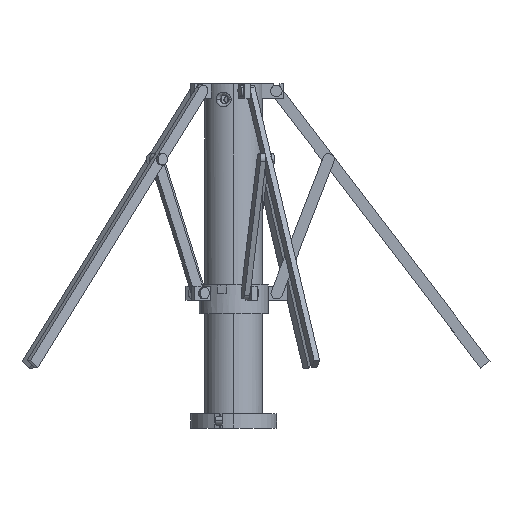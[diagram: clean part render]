
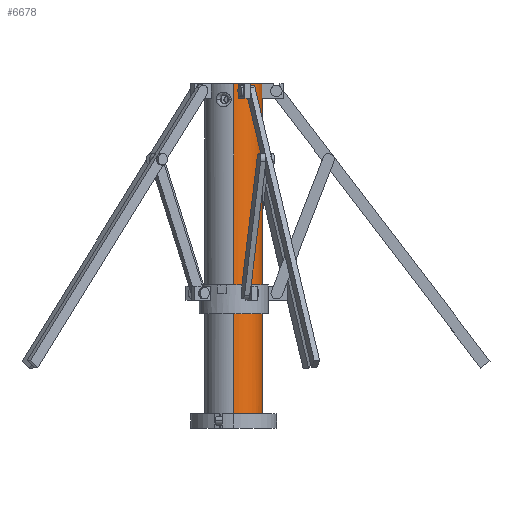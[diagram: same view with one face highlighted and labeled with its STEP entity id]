
A CAD part, top view. The second image highlights one B-rep face of the part: STEP entity #6678.
In plain terms, the highlighted cylindrical face has radius 10 mm (diameter 20 mm), a partial arc.
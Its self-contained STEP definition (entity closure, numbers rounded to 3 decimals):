
#19 = CARTESIAN_POINT ( 'NONE',  ( 0., -5., 0. ) ) ;
#29 = CARTESIAN_POINT ( 'NONE',  ( 0., 0., 0. ) ) ;
#70 = ORIENTED_EDGE ( 'NONE', *, *, #637, .F. ) ;
#81 = DIRECTION ( 'NONE',  ( 0., 0., 1. ) ) ;
#105 = VERTEX_POINT ( 'NONE', #6315 ) ;
#110 = DIRECTION ( 'NONE',  ( 0., -1., 0. ) ) ;
#127 = VECTOR ( 'NONE', #7845, 1000. ) ;
#181 = LINE ( 'NONE', #5945, #5310 ) ;
#209 = VERTEX_POINT ( 'NONE', #4195 ) ;
#277 = DIRECTION ( 'NONE',  ( 0., 1., 0. ) ) ;
#320 = LINE ( 'NONE', #2308, #127 ) ;
#457 = VERTEX_POINT ( 'NONE', #5339 ) ;
#481 = CARTESIAN_POINT ( 'NONE',  ( 1.629, 0., 9.866 ) ) ;
#493 = CARTESIAN_POINT ( 'NONE',  ( 3.562, -120., 9.344 ) ) ;
#594 = EDGE_CURVE ( 'NONE', #5406, #3947, #5270, .T. ) ;
#629 = VECTOR ( 'NONE', #1602, 1000. ) ;
#637 = EDGE_CURVE ( 'NONE', #4832, #3781, #907, .T. ) ;
#661 = EDGE_LOOP ( 'NONE', ( #3633, #2189, #5698, #3178, #7521, #2350, #4655, #861, #7866, #1248, #1699, #3803, #3366, #788, #5375, #70 ) ) ;
#788 = ORIENTED_EDGE ( 'NONE', *, *, #1896, .F. ) ;
#861 = ORIENTED_EDGE ( 'NONE', *, *, #4051, .F. ) ;
#863 = DIRECTION ( 'NONE',  ( 0., 0., 1. ) ) ;
#907 = LINE ( 'NONE', #3439, #629 ) ;
#913 = VERTEX_POINT ( 'NONE', #6761 ) ;
#930 = DIRECTION ( 'NONE',  ( 0., 1., 0. ) ) ;
#959 = AXIS2_PLACEMENT_3D ( 'NONE', #4596, #4620, #863 ) ;
#965 = LINE ( 'NONE', #493, #1156 ) ;
#974 = DIRECTION ( 'NONE',  ( 0., 0., 1. ) ) ;
#997 = DIRECTION ( 'NONE',  ( 0., -1., 0. ) ) ;
#1033 = VERTEX_POINT ( 'NONE', #6818 ) ;
#1078 = VERTEX_POINT ( 'NONE', #1242 ) ;
#1156 = VECTOR ( 'NONE', #6798, 1000. ) ;
#1242 = CARTESIAN_POINT ( 'NONE',  ( 9.887, -5., 1.5 ) ) ;
#1248 = ORIENTED_EDGE ( 'NONE', *, *, #2428, .F. ) ;
#1253 = DIRECTION ( 'NONE',  ( 0., 0., 1. ) ) ;
#1480 = CARTESIAN_POINT ( 'NONE',  ( 0., -120., 0. ) ) ;
#1484 = AXIS2_PLACEMENT_3D ( 'NONE', #1480, #4625, #974 ) ;
#1576 = CARTESIAN_POINT ( 'NONE',  ( 2.611, -120., -9.653 ) ) ;
#1602 = DIRECTION ( 'NONE',  ( 0., 1., 0. ) ) ;
#1691 = CARTESIAN_POINT ( 'NONE',  ( 3.562, -5., 9.344 ) ) ;
#1699 = ORIENTED_EDGE ( 'NONE', *, *, #7832, .F. ) ;
#1700 = AXIS2_PLACEMENT_3D ( 'NONE', #7753, #277, #3420 ) ;
#1728 = CARTESIAN_POINT ( 'NONE',  ( 9.987, -120., -0.5 ) ) ;
#1896 = EDGE_CURVE ( 'NONE', #2400, #7834, #6636, .T. ) ;
#1910 = EDGE_CURVE ( 'NONE', #3947, #209, #7027, .T. ) ;
#2057 = CIRCLE ( 'NONE', #6976, 10. ) ;
#2189 = ORIENTED_EDGE ( 'NONE', *, *, #4912, .T. ) ;
#2242 = DIRECTION ( 'NONE',  ( 0., 0., 1. ) ) ;
#2308 = CARTESIAN_POINT ( 'NONE',  ( 9.887, -120., 1.5 ) ) ;
#2350 = ORIENTED_EDGE ( 'NONE', *, *, #4794, .F. ) ;
#2400 = VERTEX_POINT ( 'NONE', #481 ) ;
#2428 = EDGE_CURVE ( 'NONE', #105, #1078, #320, .T. ) ;
#2437 = CARTESIAN_POINT ( 'NONE',  ( 2.611, -5., -9.653 ) ) ;
#2439 = CIRCLE ( 'NONE', #1700, 10. ) ;
#2444 = VECTOR ( 'NONE', #110, 1000. ) ;
#2519 = CIRCLE ( 'NONE', #5293, 10. ) ;
#2553 = VECTOR ( 'NONE', #4049, 1000. ) ;
#2574 = AXIS2_PLACEMENT_3D ( 'NONE', #19, #4506, #1253 ) ;
#2814 = CARTESIAN_POINT ( 'NONE',  ( 0., 0., 0. ) ) ;
#3091 = EDGE_CURVE ( 'NONE', #5406, #457, #2519, .T. ) ;
#3096 = DIRECTION ( 'NONE',  ( 0., 0., 1. ) ) ;
#3112 = CARTESIAN_POINT ( 'NONE',  ( 9.987, 0., -0.5 ) ) ;
#3178 = ORIENTED_EDGE ( 'NONE', *, *, #594, .F. ) ;
#3313 = CARTESIAN_POINT ( 'NONE',  ( 1.629, -5., 9.866 ) ) ;
#3356 = DIRECTION ( 'NONE',  ( 0., 0., 1. ) ) ;
#3366 = ORIENTED_EDGE ( 'NONE', *, *, #5434, .T. ) ;
#3379 = VECTOR ( 'NONE', #3615, 1000. ) ;
#3383 = CARTESIAN_POINT ( 'NONE',  ( 0., -115., 10. ) ) ;
#3409 = AXIS2_PLACEMENT_3D ( 'NONE', #5761, #3954, #3356 ) ;
#3420 = DIRECTION ( 'NONE',  ( 0., 0., 1. ) ) ;
#3439 = CARTESIAN_POINT ( 'NONE',  ( 0., -120., 10. ) ) ;
#3615 = DIRECTION ( 'NONE',  ( 0., 1., 0. ) ) ;
#3633 = ORIENTED_EDGE ( 'NONE', *, *, #4018, .F. ) ;
#3749 = AXIS2_PLACEMENT_3D ( 'NONE', #29, #7579, #3096 ) ;
#3781 = VERTEX_POINT ( 'NONE', #5871 ) ;
#3803 = ORIENTED_EDGE ( 'NONE', *, *, #4076, .F. ) ;
#3947 = VERTEX_POINT ( 'NONE', #4821 ) ;
#3954 = DIRECTION ( 'NONE',  ( 0., -1., 0. ) ) ;
#4018 = EDGE_CURVE ( 'NONE', #1033, #4832, #2057, .T. ) ;
#4037 = CYLINDRICAL_SURFACE ( 'NONE', #1484, 10. ) ;
#4049 = DIRECTION ( 'NONE',  ( 0., 1., 0. ) ) ;
#4051 = EDGE_CURVE ( 'NONE', #6824, #4168, #7688, .T. ) ;
#4076 = EDGE_CURVE ( 'NONE', #4945, #4295, #965, .T. ) ;
#4168 = VERTEX_POINT ( 'NONE', #3112 ) ;
#4195 = CARTESIAN_POINT ( 'NONE',  ( 0., 0., -10. ) ) ;
#4257 = DIRECTION ( 'NONE',  ( 0., 1., 0. ) ) ;
#4295 = VERTEX_POINT ( 'NONE', #7876 ) ;
#4342 = CARTESIAN_POINT ( 'NONE',  ( 0., -115., 0. ) ) ;
#4390 = DIRECTION ( 'NONE',  ( 0., -1., 0. ) ) ;
#4428 = AXIS2_PLACEMENT_3D ( 'NONE', #2814, #930, #2242 ) ;
#4506 = DIRECTION ( 'NONE',  ( 0., -1., 0. ) ) ;
#4596 = CARTESIAN_POINT ( 'NONE',  ( 0., 0., 0. ) ) ;
#4615 = EDGE_CURVE ( 'NONE', #3781, #2400, #5893, .T. ) ;
#4620 = DIRECTION ( 'NONE',  ( 0., 1., 0. ) ) ;
#4625 = DIRECTION ( 'NONE',  ( 0., 1., 0. ) ) ;
#4655 = ORIENTED_EDGE ( 'NONE', *, *, #5204, .F. ) ;
#4670 = EDGE_CURVE ( 'NONE', #6824, #1078, #5217, .T. ) ;
#4794 = EDGE_CURVE ( 'NONE', #913, #457, #181, .T. ) ;
#4821 = CARTESIAN_POINT ( 'NONE',  ( 2.611, 0., -9.653 ) ) ;
#4832 = VERTEX_POINT ( 'NONE', #3383 ) ;
#4912 = EDGE_CURVE ( 'NONE', #1033, #209, #5037, .T. ) ;
#4945 = VERTEX_POINT ( 'NONE', #1691 ) ;
#5037 = LINE ( 'NONE', #6008, #3379 ) ;
#5116 = CIRCLE ( 'NONE', #2574, 10. ) ;
#5204 = EDGE_CURVE ( 'NONE', #4168, #913, #6775, .T. ) ;
#5217 = CIRCLE ( 'NONE', #3409, 10. ) ;
#5270 = LINE ( 'NONE', #1576, #2553 ) ;
#5293 = AXIS2_PLACEMENT_3D ( 'NONE', #8042, #4390, #81 ) ;
#5310 = VECTOR ( 'NONE', #997, 1000. ) ;
#5339 = CARTESIAN_POINT ( 'NONE',  ( 4.482, -5., -8.939 ) ) ;
#5375 = ORIENTED_EDGE ( 'NONE', *, *, #4615, .F. ) ;
#5406 = VERTEX_POINT ( 'NONE', #2437 ) ;
#5434 = EDGE_CURVE ( 'NONE', #4945, #7834, #5116, .T. ) ;
#5650 = CARTESIAN_POINT ( 'NONE',  ( 1.629, -120., 9.866 ) ) ;
#5698 = ORIENTED_EDGE ( 'NONE', *, *, #1910, .F. ) ;
#5761 = CARTESIAN_POINT ( 'NONE',  ( 0., -5., 0. ) ) ;
#5871 = CARTESIAN_POINT ( 'NONE',  ( 0., 0., 10. ) ) ;
#5893 = CIRCLE ( 'NONE', #959, 10. ) ;
#5945 = CARTESIAN_POINT ( 'NONE',  ( 4.482, -120., -8.939 ) ) ;
#6008 = CARTESIAN_POINT ( 'NONE',  ( 0., -120., -10. ) ) ;
#6068 = DIRECTION ( 'NONE',  ( 0., 0., -1. ) ) ;
#6158 = DIRECTION ( 'NONE',  ( 0., -1., 0. ) ) ;
#6315 = CARTESIAN_POINT ( 'NONE',  ( 9.887, 0., 1.5 ) ) ;
#6501 = VECTOR ( 'NONE', #4257, 1000. ) ;
#6636 = LINE ( 'NONE', #5650, #2444 ) ;
#6678 = ADVANCED_FACE ( 'NONE', ( #7823 ), #4037, .T. ) ;
#6761 = CARTESIAN_POINT ( 'NONE',  ( 4.482, 0., -8.939 ) ) ;
#6775 = CIRCLE ( 'NONE', #4428, 10. ) ;
#6798 = DIRECTION ( 'NONE',  ( 0., 1., 0. ) ) ;
#6818 = CARTESIAN_POINT ( 'NONE',  ( 0., -115., -10. ) ) ;
#6824 = VERTEX_POINT ( 'NONE', #7859 ) ;
#6976 = AXIS2_PLACEMENT_3D ( 'NONE', #4342, #6158, #6068 ) ;
#7027 = CIRCLE ( 'NONE', #3749, 10. ) ;
#7521 = ORIENTED_EDGE ( 'NONE', *, *, #3091, .T. ) ;
#7579 = DIRECTION ( 'NONE',  ( 0., 1., 0. ) ) ;
#7688 = LINE ( 'NONE', #1728, #6501 ) ;
#7753 = CARTESIAN_POINT ( 'NONE',  ( 0., 0., 0. ) ) ;
#7823 = FACE_OUTER_BOUND ( 'NONE', #661, .T. ) ;
#7832 = EDGE_CURVE ( 'NONE', #4295, #105, #2439, .T. ) ;
#7834 = VERTEX_POINT ( 'NONE', #3313 ) ;
#7845 = DIRECTION ( 'NONE',  ( 0., -1., 0. ) ) ;
#7859 = CARTESIAN_POINT ( 'NONE',  ( 9.987, -5., -0.5 ) ) ;
#7866 = ORIENTED_EDGE ( 'NONE', *, *, #4670, .T. ) ;
#7876 = CARTESIAN_POINT ( 'NONE',  ( 3.562, 0., 9.344 ) ) ;
#8042 = CARTESIAN_POINT ( 'NONE',  ( 0., -5., 0. ) ) ;
